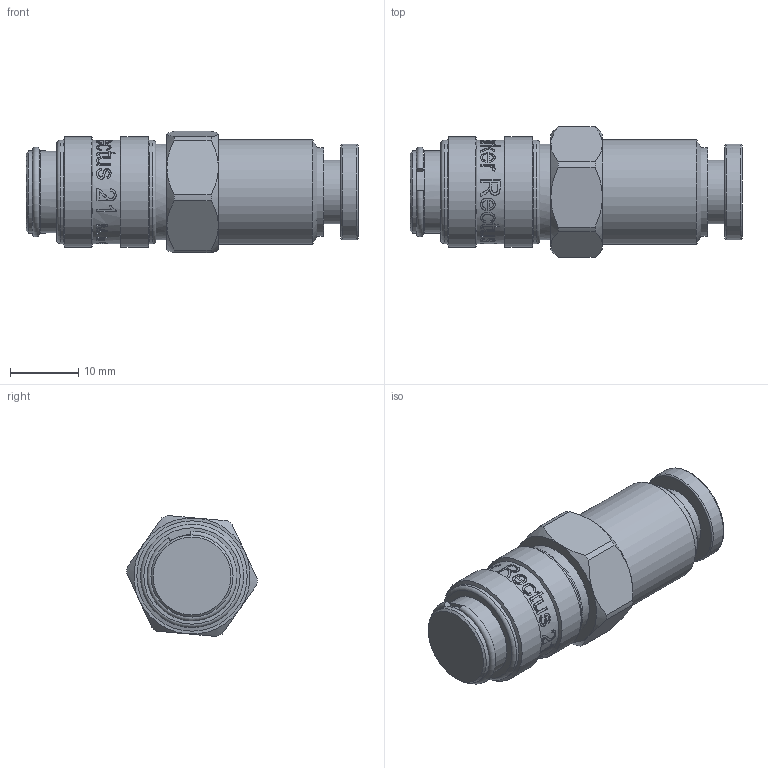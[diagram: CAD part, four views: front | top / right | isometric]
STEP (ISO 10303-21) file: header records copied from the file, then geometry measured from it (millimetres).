
FILE_DESCRIPTION((''),'2;1');
FILE_NAME('21karp08mpn.stp','2012-12-10T10:55:34',('IA176480'),(''),'Autodesk Inventor 2011','Autodesk Inventor 2011','');
FILE_SCHEMA(('AUTOMOTIVE_DESIGN { 1 0 10303 214 1 1 1 1 }'));
Length unit declared in the file: millimetre
Products named in the file (1): D105342
Bounding box: 48.56 x 19.13 x 17.71 mm (x, y, z)
Volume: 8440.3 mm3; surface area: 4242.3 mm2
Topology: 2 solids, 2 shells, 460 faces, 1198 edges, 789 vertices
Faces by surface type: bspline 214, plane 152, cylinder 63, cone 24, torus 7
Full cylindrical faces by diameter (mm): 9.3 x1, 11.15 x1, 12 x2, 12.15 x2, 12.646 x1, 13.05 x1, 14 x4, 15.1 x3, 15.3 x1, 16.15 x2
Entity records: 60876 total; most frequent: CARTESIAN_POINT 51048, ORIENTED_EDGE 2298, DIRECTION 1201, EDGE_CURVE 1149, VERTEX_POINT 779, B_SPLINE_CURVE_WITH_KNOTS 559, EDGE_LOOP 546, FACE_OUTER_BOUND 459
